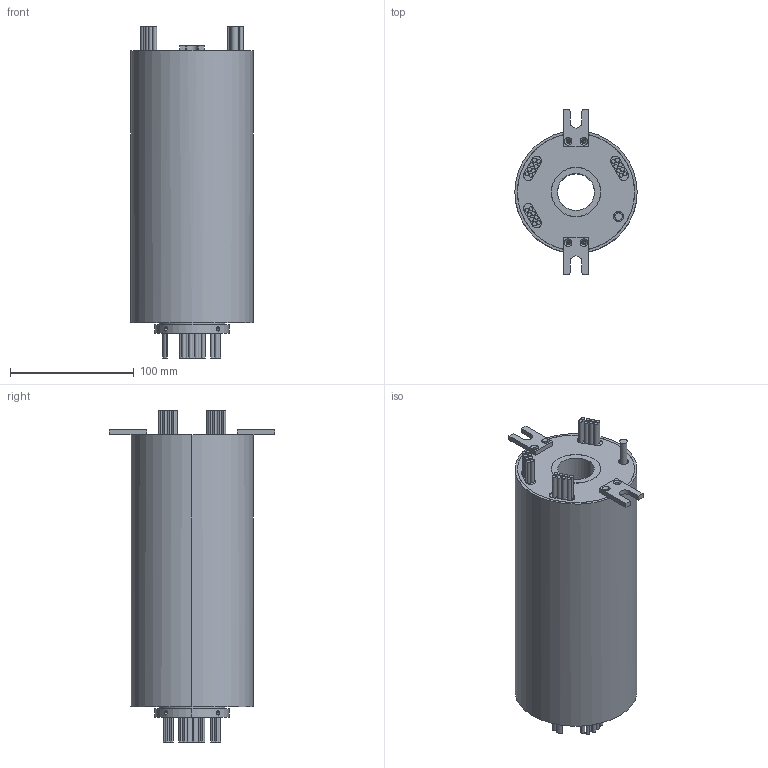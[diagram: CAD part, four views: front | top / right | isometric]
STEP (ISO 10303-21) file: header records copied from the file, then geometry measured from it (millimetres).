
FILE_DESCRIPTION (( 'STEP AP203' ), '1' );
FILE_NAME ('1.STEP', '2021-02-03T07:30:24', ( '微软用户' ), ( '微软中国' ), 'SwSTEP 2.0', 'SolidWorks 2014', '' );
FILE_SCHEMA (( 'CONFIG_CONTROL_DESIGN' ));
Length unit declared in the file: millimetre
Products named in the file (1): 1
Bounding box: 99 x 134 x 268.8 mm (x, y, z)
Volume: 1567384.8 mm3; surface area: 127280 mm2
Topology: 1 solids, 1 shells, 313 faces, 708 edges, 458 vertices
Faces by surface type: cylinder 186, plane 106, cone 16, bspline 5
Entity records: 9354 total; most frequent: CARTESIAN_POINT 1961, DIRECTION 1668, ORIENTED_EDGE 1400, EDGE_CURVE 700, AXIS2_PLACEMENT_3D 685, VERTEX_POINT 458, EDGE_LOOP 396, CIRCLE 376
